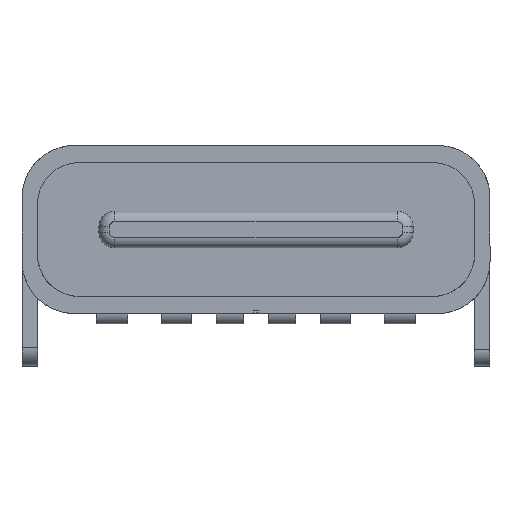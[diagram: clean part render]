
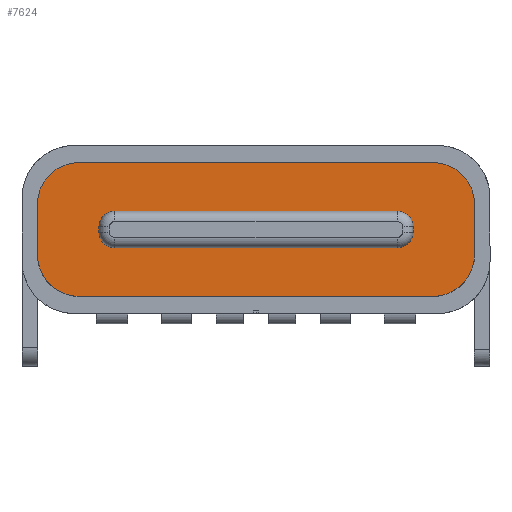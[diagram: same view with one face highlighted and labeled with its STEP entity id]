
A CAD part, left-side view. The second image highlights one B-rep face of the part: STEP entity #7624.
In plain terms, the highlighted planar face has unit normal (-1, 0, 0).
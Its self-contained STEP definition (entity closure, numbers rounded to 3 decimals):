
#59 = LINE ( 'NONE', #9386, #5976 ) ;
#395 = CIRCLE ( 'NONE', #4449, 0.8 ) ;
#462 = LINE ( 'NONE', #4665, #7912 ) ;
#649 = CARTESIAN_POINT ( 'NONE',  ( 1.25, -3.441, 2.935 ) ) ;
#820 = VERTEX_POINT ( 'NONE', #7891 ) ;
#1184 = DIRECTION ( 'NONE',  ( 0., -1., 0. ) ) ;
#1483 = DIRECTION ( 'NONE',  ( 0., 0., 1. ) ) ;
#1883 = VECTOR ( 'NONE', #8913, 1000. ) ;
#2045 = CARTESIAN_POINT ( 'NONE',  ( 1.25, 4.109, 1.975 ) ) ;
#2069 = PLANE ( 'NONE',  #9148 ) ;
#2111 = EDGE_LOOP ( 'NONE', ( #4195, #10688, #3928, #7614, #2849, #9693, #8237, #10771 ) ) ;
#2515 = EDGE_CURVE ( 'NONE', #9854, #8135, #395, .T. ) ;
#2566 = VERTEX_POINT ( 'NONE', #2720 ) ;
#2720 = CARTESIAN_POINT ( 'NONE',  ( 1.25, -4.241, 1.975 ) ) ;
#2847 = VERTEX_POINT ( 'NONE', #7739 ) ;
#2849 = ORIENTED_EDGE ( 'NONE', *, *, #2515, .T. ) ;
#2961 = FACE_OUTER_BOUND ( 'NONE', #2111, .T. ) ;
#3243 = DIRECTION ( 'NONE',  ( -1., 0., 0. ) ) ;
#3928 = ORIENTED_EDGE ( 'NONE', *, *, #4403, .T. ) ;
#3964 = AXIS2_PLACEMENT_3D ( 'NONE', #6328, #10304, #7153 ) ;
#4147 = CIRCLE ( 'NONE', #10142, 0.8 ) ;
#4195 = ORIENTED_EDGE ( 'NONE', *, *, #10153, .F. ) ;
#4403 = EDGE_CURVE ( 'NONE', #7882, #820, #8542, .T. ) ;
#4449 = AXIS2_PLACEMENT_3D ( 'NONE', #7859, #8739, #8795 ) ;
#4477 = VERTEX_POINT ( 'NONE', #6599 ) ;
#4534 = CARTESIAN_POINT ( 'NONE',  ( 1.25, -3.441, 1.175 ) ) ;
#4564 = AXIS2_PLACEMENT_3D ( 'NONE', #649, #10876, #1483 ) ;
#4588 = CARTESIAN_POINT ( 'NONE',  ( 1.25, 3.309, 3.735 ) ) ;
#4665 = CARTESIAN_POINT ( 'NONE',  ( 1.25, -3.441, 3.735 ) ) ;
#5613 = DIRECTION ( 'NONE',  ( 0., 0., 1. ) ) ;
#5628 = EDGE_CURVE ( 'NONE', #8742, #2566, #4147, .T. ) ;
#5888 = DIRECTION ( 'NONE',  ( 0., 0., 1. ) ) ;
#5976 = VECTOR ( 'NONE', #7620, 1000. ) ;
#6328 = CARTESIAN_POINT ( 'NONE',  ( 1.25, 3.309, 2.935 ) ) ;
#6547 = CARTESIAN_POINT ( 'NONE',  ( 1.25, -4.241, 2.455 ) ) ;
#6599 = CARTESIAN_POINT ( 'NONE',  ( 1.25, -3.441, 3.735 ) ) ;
#6846 = VECTOR ( 'NONE', #10207, 1000. ) ;
#6911 = EDGE_CURVE ( 'NONE', #2566, #2847, #8968, .T. ) ;
#7153 = DIRECTION ( 'NONE',  ( 0., 0., 1. ) ) ;
#7614 = ORIENTED_EDGE ( 'NONE', *, *, #9318, .T. ) ;
#7620 = DIRECTION ( 'NONE',  ( 0., 1., 0. ) ) ;
#7624 = ADVANCED_FACE ( 'NONE', ( #2961 ), #2069, .T. ) ;
#7739 = CARTESIAN_POINT ( 'NONE',  ( 1.25, -4.241, 2.935 ) ) ;
#7859 = CARTESIAN_POINT ( 'NONE',  ( 1.25, 3.309, 1.975 ) ) ;
#7882 = VERTEX_POINT ( 'NONE', #4588 ) ;
#7891 = CARTESIAN_POINT ( 'NONE',  ( 1.25, 4.109, 2.935 ) ) ;
#7912 = VECTOR ( 'NONE', #1184, 1000. ) ;
#8004 = EDGE_CURVE ( 'NONE', #8742, #8135, #59, .T. ) ;
#8097 = CARTESIAN_POINT ( 'NONE',  ( 1.25, -0.066, 2.455 ) ) ;
#8135 = VERTEX_POINT ( 'NONE', #10859 ) ;
#8237 = ORIENTED_EDGE ( 'NONE', *, *, #5628, .T. ) ;
#8542 = CIRCLE ( 'NONE', #3964, 0.8 ) ;
#8739 = DIRECTION ( 'NONE',  ( -1., 0., 0. ) ) ;
#8742 = VERTEX_POINT ( 'NONE', #4534 ) ;
#8795 = DIRECTION ( 'NONE',  ( 0., 0., 1. ) ) ;
#8798 = CIRCLE ( 'NONE', #4564, 0.8 ) ;
#8816 = DIRECTION ( 'NONE',  ( -1., 0., 0. ) ) ;
#8913 = DIRECTION ( 'NONE',  ( 0., 0., 1. ) ) ;
#8968 = LINE ( 'NONE', #6547, #1883 ) ;
#9148 = AXIS2_PLACEMENT_3D ( 'NONE', #8097, #8816, #5613 ) ;
#9318 = EDGE_CURVE ( 'NONE', #820, #9854, #10152, .T. ) ;
#9319 = CARTESIAN_POINT ( 'NONE',  ( 1.25, 4.109, 2.455 ) ) ;
#9386 = CARTESIAN_POINT ( 'NONE',  ( 1.25, 3.309, 1.175 ) ) ;
#9693 = ORIENTED_EDGE ( 'NONE', *, *, #8004, .F. ) ;
#9854 = VERTEX_POINT ( 'NONE', #2045 ) ;
#10142 = AXIS2_PLACEMENT_3D ( 'NONE', #10806, #3243, #5888 ) ;
#10152 = LINE ( 'NONE', #9319, #6846 ) ;
#10153 = EDGE_CURVE ( 'NONE', #4477, #2847, #8798, .T. ) ;
#10207 = DIRECTION ( 'NONE',  ( 0., 0., -1. ) ) ;
#10304 = DIRECTION ( 'NONE',  ( -1., 0., 0. ) ) ;
#10614 = EDGE_CURVE ( 'NONE', #7882, #4477, #462, .T. ) ;
#10688 = ORIENTED_EDGE ( 'NONE', *, *, #10614, .F. ) ;
#10771 = ORIENTED_EDGE ( 'NONE', *, *, #6911, .T. ) ;
#10806 = CARTESIAN_POINT ( 'NONE',  ( 1.25, -3.441, 1.975 ) ) ;
#10859 = CARTESIAN_POINT ( 'NONE',  ( 1.25, 3.309, 1.175 ) ) ;
#10876 = DIRECTION ( 'NONE',  ( 1., 0., 0. ) ) ;
